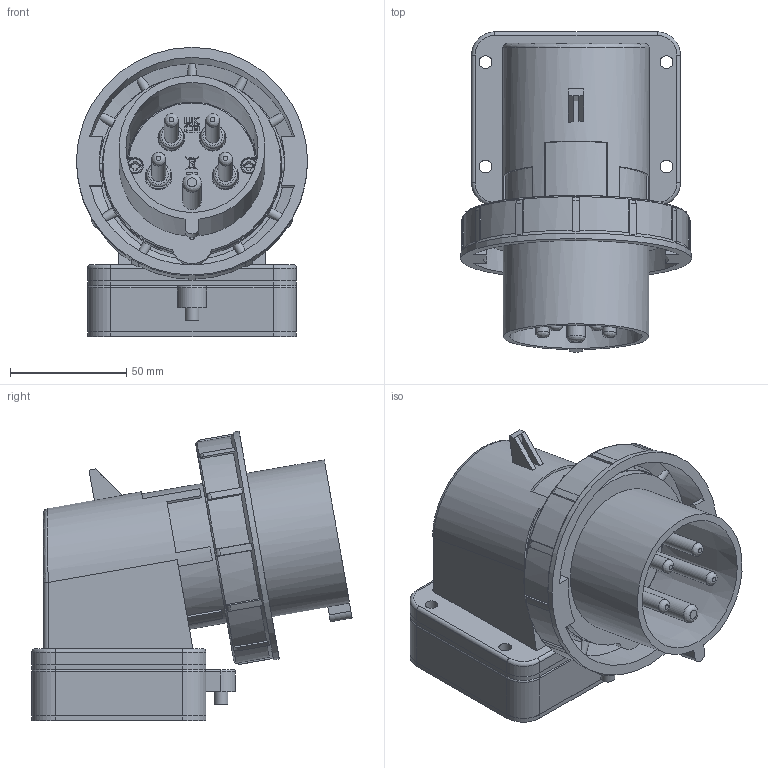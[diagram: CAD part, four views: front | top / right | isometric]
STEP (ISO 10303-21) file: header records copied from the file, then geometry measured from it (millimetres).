
FILE_DESCRIPTION(/* description */ (''),/* implementation_level */ '2;1');
FILE_NAME(/* name */ '24418.stp',/* time_stamp */ '2023-09-04T14:31:52+02:00',/* author */ ('massmann'),/* organization */ (''),/* preprocessor_version */ 'ST-DEVELOPER v17',/* originating_system */ 'Autodesk Inventor 2018',/* authorisation */ '');
FILE_SCHEMA (('AUTOMOTIVE_DESIGN { 1 0 10303 214 3 1 1 }'));
Length unit declared in the file: millimetre
Products named in the file (1): 24418
Bounding box: 99.6 x 138.02 x 124.65 mm (x, y, z)
Volume: 520759.4 mm3; surface area: 113336.6 mm2
Topology: 2 solids, 4 shells, 889 faces, 2425 edges, 1605 vertices
Faces by surface type: plane 531, bspline 138, cylinder 134, torus 50, cone 36
Full cylindrical faces by diameter (mm): 0.316 x1, 0.507 x1, 3.2 x1, 5.5 x4, 6 x5, 6.2 x4, 8 x1, 22.835 x1, 29 x1, 60.079 x1, 61 x2, 62.9 x1, 90.8 x1, 99.6 x1
Entity records: 31366 total; most frequent: CARTESIAN_POINT 8670, ORIENTED_EDGE 4894, DIRECTION 3963, EDGE_CURVE 2447, VERTEX_POINT 1627, LINE 1447, VECTOR 1447, AXIS2_PLACEMENT_3D 1258
